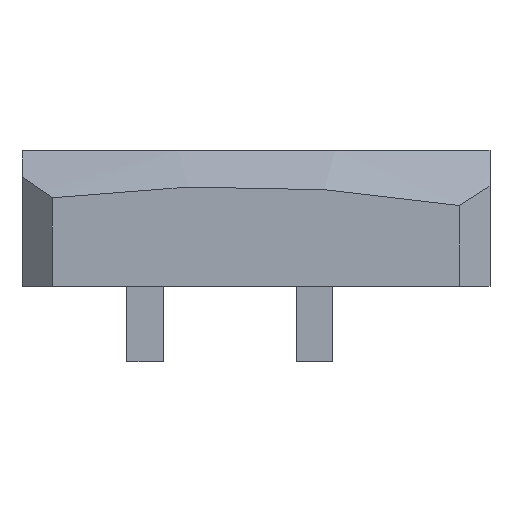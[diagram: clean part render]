
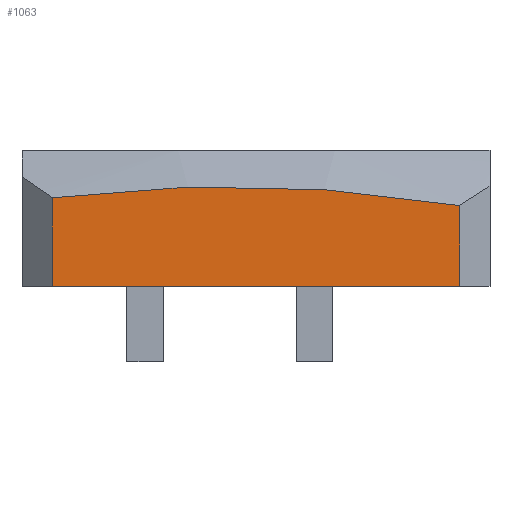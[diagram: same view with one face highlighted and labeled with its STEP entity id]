
A CAD part, front view. The second image highlights one B-rep face of the part: STEP entity #1063.
In plain terms, the highlighted planar face has unit normal (0, -1, 0).
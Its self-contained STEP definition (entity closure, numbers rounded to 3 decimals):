
#73 = SPHERICAL_SURFACE('',#74,60.);
#74 = AXIS2_PLACEMENT_3D('',#75,#76,#77);
#75 = CARTESIAN_POINT('',(-18.,18.317,-43.963));
#76 = DIRECTION('',(0.,0.,1.));
#77 = DIRECTION('',(1.,0.,0.));
#107 = PLANE('',#108);
#108 = AXIS2_PLACEMENT_3D('',#109,#110,#111);
#109 = CARTESIAN_POINT('',(-9.375,-18.875,0.));
#110 = DIRECTION('',(-0.707,0.707,0.));
#111 = DIRECTION('',(-0.707,-0.707,0.));
#135 = PLANE('',#136);
#136 = AXIS2_PLACEMENT_3D('',#137,#138,#139);
#137 = CARTESIAN_POINT('',(-24.875,-19.875,-1.));
#138 = DIRECTION('',(0.,0.,1.));
#139 = DIRECTION('',(1.,0.,0.));
#306 = VERTEX_POINT('',#307);
#307 = CARTESIAN_POINT('',(-23.875,-19.875,1.938));
#325 = PLANE('',#326);
#326 = AXIS2_PLACEMENT_3D('',#327,#328,#329);
#327 = CARTESIAN_POINT('',(-24.875,-18.875,0.));
#328 = DIRECTION('',(-0.707,-0.707,0.));
#329 = DIRECTION('',(0.707,-0.707,0.));
#341 = EDGE_CURVE('',#306,#342,#344,.T.);
#342 = VERTEX_POINT('',#343);
#343 = CARTESIAN_POINT('',(-10.375,-19.875,1.68));
#344 = SURFACE_CURVE('',#345,(#350,#362),.PCURVE_S1.);
#345 = CIRCLE('',#346,46.275);
#346 = AXIS2_PLACEMENT_3D('',#347,#348,#349);
#347 = CARTESIAN_POINT('',(-18.,-19.875,-43.963));
#348 = DIRECTION('',(0.,1.,0.));
#349 = DIRECTION('',(0.,-0.,1.));
#350 = PCURVE('',#73,#351);
#351 = DEFINITIONAL_REPRESENTATION('',(#352),#361);
#352 = B_SPLINE_CURVE_WITH_KNOTS('',7,(#353,#354,#355,#356,#357,#358,
    #359,#360),.UNSPECIFIED.,.F.,.F.,(8,8),(6.156,
    6.449),.PIECEWISE_BEZIER_KNOTS.);
#353 = CARTESIAN_POINT('',(4.56,0.871));
#354 = CARTESIAN_POINT('',(4.609,0.877));
#355 = CARTESIAN_POINT('',(4.659,0.881));
#356 = CARTESIAN_POINT('',(4.71,0.883));
#357 = CARTESIAN_POINT('',(4.761,0.882));
#358 = CARTESIAN_POINT('',(4.812,0.878));
#359 = CARTESIAN_POINT('',(4.861,0.873));
#360 = CARTESIAN_POINT('',(4.909,0.864));
#361 = ( GEOMETRIC_REPRESENTATION_CONTEXT(2) 
PARAMETRIC_REPRESENTATION_CONTEXT() REPRESENTATION_CONTEXT('2D SPACE',''
  ) );
#362 = PCURVE('',#363,#368);
#363 = PLANE('',#364);
#364 = AXIS2_PLACEMENT_3D('',#365,#366,#367);
#365 = CARTESIAN_POINT('',(-23.875,-19.875,0.));
#366 = DIRECTION('',(0.,-1.,0.));
#367 = DIRECTION('',(1.,0.,0.));
#368 = DEFINITIONAL_REPRESENTATION('',(#369),#377);
#369 = ( BOUNDED_CURVE() B_SPLINE_CURVE(2,(#370,#371,#372,#373,#374,#375
,#376),.UNSPECIFIED.,.T.,.F.) B_SPLINE_CURVE_WITH_KNOTS((1,2,2,2,2,1),(
    -2.094,0.,2.094,4.189,6.283,
8.378),.UNSPECIFIED.) CURVE() GEOMETRIC_REPRESENTATION_ITEM() 
RATIONAL_B_SPLINE_CURVE((1.,0.5,1.,0.5,1.,0.5,1.)) REPRESENTATION_ITEM(
  '') );
#370 = CARTESIAN_POINT('',(5.875,2.312));
#371 = CARTESIAN_POINT('',(86.025,2.312));
#372 = CARTESIAN_POINT('',(45.95,-67.1));
#373 = CARTESIAN_POINT('',(5.875,-136.512));
#374 = CARTESIAN_POINT('',(-34.2,-67.1));
#375 = CARTESIAN_POINT('',(-74.275,2.312));
#376 = CARTESIAN_POINT('',(5.875,2.312));
#377 = ( GEOMETRIC_REPRESENTATION_CONTEXT(2) 
PARAMETRIC_REPRESENTATION_CONTEXT() REPRESENTATION_CONTEXT('2D SPACE',''
  ) );
#745 = VERTEX_POINT('',#746);
#746 = CARTESIAN_POINT('',(-23.875,-19.875,-1.));
#767 = EDGE_CURVE('',#745,#768,#770,.T.);
#768 = VERTEX_POINT('',#769);
#769 = CARTESIAN_POINT('',(-10.375,-19.875,-1.));
#770 = SURFACE_CURVE('',#771,(#775,#782),.PCURVE_S1.);
#771 = LINE('',#772,#773);
#772 = CARTESIAN_POINT('',(-24.875,-19.875,-1.));
#773 = VECTOR('',#774,1.);
#774 = DIRECTION('',(1.,0.,0.));
#775 = PCURVE('',#135,#776);
#776 = DEFINITIONAL_REPRESENTATION('',(#777),#781);
#777 = LINE('',#778,#779);
#778 = CARTESIAN_POINT('',(0.,0.));
#779 = VECTOR('',#780,1.);
#780 = DIRECTION('',(1.,0.));
#781 = ( GEOMETRIC_REPRESENTATION_CONTEXT(2) 
PARAMETRIC_REPRESENTATION_CONTEXT() REPRESENTATION_CONTEXT('2D SPACE',''
  ) );
#782 = PCURVE('',#363,#783);
#783 = DEFINITIONAL_REPRESENTATION('',(#784),#788);
#784 = LINE('',#785,#786);
#785 = CARTESIAN_POINT('',(-1.,-1.));
#786 = VECTOR('',#787,1.);
#787 = DIRECTION('',(1.,0.));
#788 = ( GEOMETRIC_REPRESENTATION_CONTEXT(2) 
PARAMETRIC_REPRESENTATION_CONTEXT() REPRESENTATION_CONTEXT('2D SPACE',''
  ) );
#1041 = EDGE_CURVE('',#342,#768,#1042,.T.);
#1042 = SURFACE_CURVE('',#1043,(#1047,#1054),.PCURVE_S1.);
#1043 = LINE('',#1044,#1045);
#1044 = CARTESIAN_POINT('',(-10.375,-19.875,1.68));
#1045 = VECTOR('',#1046,1.);
#1046 = DIRECTION('',(0.,0.,-1.));
#1047 = PCURVE('',#107,#1048);
#1048 = DEFINITIONAL_REPRESENTATION('',(#1049),#1053);
#1049 = LINE('',#1050,#1051);
#1050 = CARTESIAN_POINT('',(1.414,1.68));
#1051 = VECTOR('',#1052,1.);
#1052 = DIRECTION('',(-0.,-1.));
#1053 = ( GEOMETRIC_REPRESENTATION_CONTEXT(2) 
PARAMETRIC_REPRESENTATION_CONTEXT() REPRESENTATION_CONTEXT('2D SPACE',''
  ) );
#1054 = PCURVE('',#363,#1055);
#1055 = DEFINITIONAL_REPRESENTATION('',(#1056),#1060);
#1056 = LINE('',#1057,#1058);
#1057 = CARTESIAN_POINT('',(13.5,1.68));
#1058 = VECTOR('',#1059,1.);
#1059 = DIRECTION('',(0.,-1.));
#1060 = ( GEOMETRIC_REPRESENTATION_CONTEXT(2) 
PARAMETRIC_REPRESENTATION_CONTEXT() REPRESENTATION_CONTEXT('2D SPACE',''
  ) );
#1063 = ADVANCED_FACE('',(#1064),#363,.T.);
#1064 = FACE_BOUND('',#1065,.T.);
#1065 = EDGE_LOOP('',(#1066,#1067,#1068,#1069));
#1066 = ORIENTED_EDGE('',*,*,#767,.T.);
#1067 = ORIENTED_EDGE('',*,*,#1041,.F.);
#1068 = ORIENTED_EDGE('',*,*,#341,.F.);
#1069 = ORIENTED_EDGE('',*,*,#1070,.T.);
#1070 = EDGE_CURVE('',#306,#745,#1071,.T.);
#1071 = SURFACE_CURVE('',#1072,(#1076,#1083),.PCURVE_S1.);
#1072 = LINE('',#1073,#1074);
#1073 = CARTESIAN_POINT('',(-23.875,-19.875,1.938));
#1074 = VECTOR('',#1075,1.);
#1075 = DIRECTION('',(0.,0.,-1.));
#1076 = PCURVE('',#363,#1077);
#1077 = DEFINITIONAL_REPRESENTATION('',(#1078),#1082);
#1078 = LINE('',#1079,#1080);
#1079 = CARTESIAN_POINT('',(0.,1.938));
#1080 = VECTOR('',#1081,1.);
#1081 = DIRECTION('',(0.,-1.));
#1082 = ( GEOMETRIC_REPRESENTATION_CONTEXT(2) 
PARAMETRIC_REPRESENTATION_CONTEXT() REPRESENTATION_CONTEXT('2D SPACE',''
  ) );
#1083 = PCURVE('',#325,#1084);
#1084 = DEFINITIONAL_REPRESENTATION('',(#1085),#1089);
#1085 = LINE('',#1086,#1087);
#1086 = CARTESIAN_POINT('',(1.414,1.938));
#1087 = VECTOR('',#1088,1.);
#1088 = DIRECTION('',(0.,-1.));
#1089 = ( GEOMETRIC_REPRESENTATION_CONTEXT(2) 
PARAMETRIC_REPRESENTATION_CONTEXT() REPRESENTATION_CONTEXT('2D SPACE',''
  ) );
